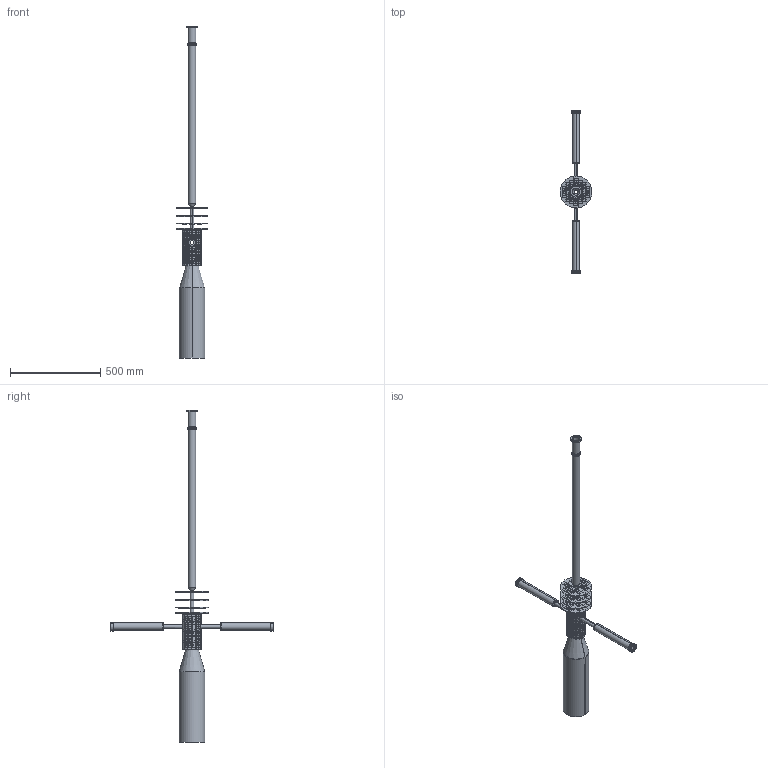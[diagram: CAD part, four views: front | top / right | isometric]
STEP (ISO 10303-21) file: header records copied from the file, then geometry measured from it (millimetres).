
FILE_DESCRIPTION((''),'2;1');
FILE_NAME('Pv-1.2.stp','2008-09-05T11:33:11',('thomas'),(''),'Autodesk Inventor 2008','Autodesk Inventor 2008','');
FILE_SCHEMA(('AUTOMOTIVE_DESIGN { 1 0 10303 214 1 1 1 1 }'));
Length unit declared in the file: millimetre
Products named in the file (55): Pv-1; BeamTargetCross; BeamPipeDownstream; TargetPipe; BeamPipeUpstream; Pixel_Hshell; Pixel_Bl1_v2-NEW; Pixel_Smod_6x1; Pixel_Mod_6x1; Pixel_Sens_6x1; PixelActive_6x1; PixelPassive_6x1; PixelPassive_6x1_Rside; PixelPassive_6x1_Zside; Pixel_Fe; Pixel_Mod_Mc; Pixel_Mod_Fiber; Pixel_Smod_Sup_v2_small_1x6; Geometry-Bl1; Pixel_Smod_4x1; Pixel_Mod_4x1; Pixel_Sens_4x1; PixelActive_4x1; PixelPassive_4x1; PixelPassive_4x1_Rside; PixelPassive_4x1_Zside; Pixel_Smod_Sup_v2_small_1x4; Pixel_Bl2_v3-NEW; Geometry-Bl2; Pixel_Smod_6x2_2_4x2_1_v2; Pixel_Smod_6x2_2; Pixel_Mod_6x2; Pixel_Sens_6x2; PixelActive_6x2; PixelPassive_6x2; PixelPassive_6x2_Rside; PixelPassive_6x2_Zside; Pixel_Smod_4x2_1; Pixel_Mod_4x2; Pixel_Sens_4x2 ...
Assembly tree (134 placements, depth 9):
  Pv-1
    BeamTargetCross
      BeamPipeDownstream
      TargetPipe  x2
      BeamPipeUpstream  x2
    Pixel_Hshell  x2
      Pixel_Bl1_v2-NEW
        Pixel_Smod_6x1  x5
          Pixel_Mod_6x1
            Pixel_Sens_6x1
              PixelActive_6x1
              PixelPassive_6x1
                PixelPassive_6x1_Rside
                PixelPassive_6x1_Zside
            Pixel_Fe  x6
            Pixel_Mod_Mc
            Pixel_Mod_Fiber  x4
          Pixel_Smod_Sup_v2_small_1x6
        Geometry-Bl1  x2
        Pixel_Smod_4x1  x3
          Pixel_Mod_4x1
            Pixel_Sens_4x1
              PixelActive_4x1
              PixelPassive_4x1
                PixelPassive_4x1_Rside
                PixelPassive_4x1_Zside
            Pixel_Fe  x4
            Pixel_Mod_Mc
            Pixel_Mod_Fiber  x4
          Pixel_Smod_Sup_v2_small_1x4
      Pixel_Bl2_v3-NEW
        Geometry-Bl2
        Pixel_Smod_6x2_2_4x2_1_v2  x6
          Pixel_Smod_6x2_2
            Pixel_Mod_6x2  x2
              Pixel_Sens_6x2
                PixelActive_6x2
                PixelPassive_6x2
                  PixelPassive_6x2_Rside
                  PixelPassive_6x2_Zside
              Pixel_Fe
              Pixel_Mod_Mc
              Pixel_Mod_Fiber
          Pixel_Smod_4x2_1
            Pixel_Mod_4x2
              Pixel_Sens_4x2
                PixelActive_4x2
                PixelPasssive_4x2
                  PixelPassive_4x2_Rside
                  PixelPassive_4x2_Zside
              Pixel_Fe  x8
              Pixel_Mod_Mc
              Pixel_Mod_Fiber  x4
          Pixel_Smod_Sup_v2_2x6+1x4_ext
        Pixel_Smod_6x2_1_4x2_1  x2
          Pixel_Smod_6x2_1
            Pixel_Mod_6x2
              Pixel_Sens_6x2
                PixelActive_6x2
                PixelPassive_6x2
Bounding box: 175.5 x 898.58 x 1840 mm (x, y, z)
Volume: 1061545.5 mm3; surface area: 2040420.2 mm2
Topology: 2443 solids, 2443 shells, 13482 faces, 25776 edges, 17180 vertices
Faces by surface type: plane 12936, cylinder 537, cone 9
Full cylindrical faces by diameter (mm): 0.2 x480, 40 x1, 41.6 x1, 42 x1, 44 x1, 46 x2, 60 x1
Entity records: 10013 total; most frequent: CARTESIAN_POINT 1788, DIRECTION 1568, ORIENTED_EDGE 1184, EDGE_CURVE 592, VECTOR 526, LINE 526, AXIS2_PLACEMENT_3D 521, VERTEX_POINT 400
